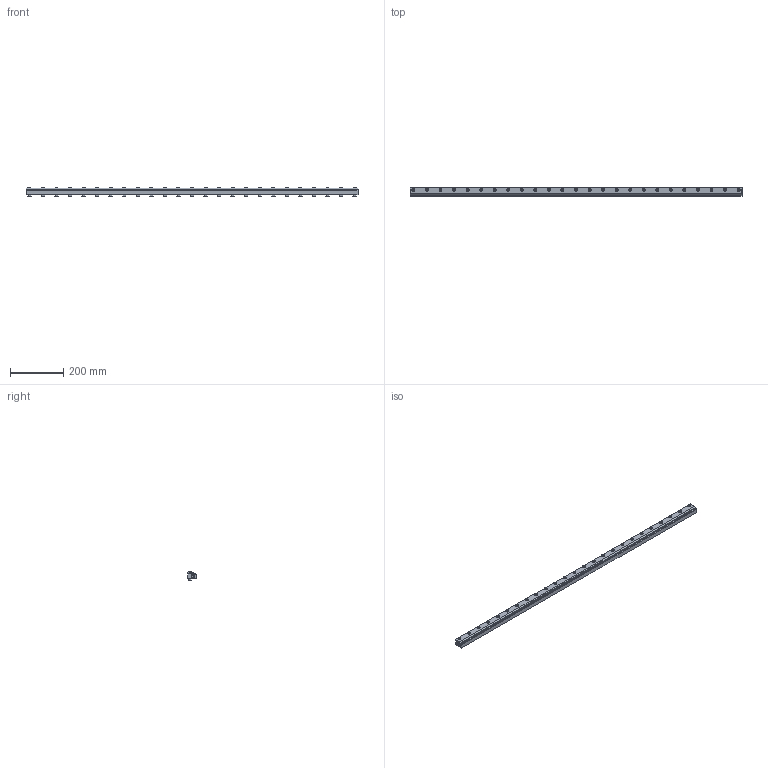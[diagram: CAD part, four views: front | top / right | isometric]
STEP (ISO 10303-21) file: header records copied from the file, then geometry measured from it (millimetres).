
FILE_DESCRIPTION(('STEP AP203'),'1');
FILE_NAME('2248ss.stp','2024-10-24T08:48:25',('TraceParts'),('TraceParts S.A.'),'Spatial InterOp 3D',' ',' ');
FILE_SCHEMA(('CONFIG_CONTROL_DESIGN'));
Length unit declared in the file: millimetre
Products named in the file (1): 1
Bounding box: 1244.6 x 30.48 x 35.11 mm (x, y, z)
Volume: 865141.7 mm3; surface area: 246888.5 mm2
Topology: 54 solids, 54 shells, 1430 faces, 3367 edges, 2049 vertices
Faces by surface type: cone 616, plane 456, bspline 206, cylinder 102, torus 50
Entity records: 44147 total; most frequent: CARTESIAN_POINT 13656, ORIENTED_EDGE 6634, DIRECTION 6251, EDGE_CURVE 3317, AXIS2_PLACEMENT_3D 2660, VERTEX_POINT 2049, EDGE_LOOP 1634, ADVANCED_FACE 1430
